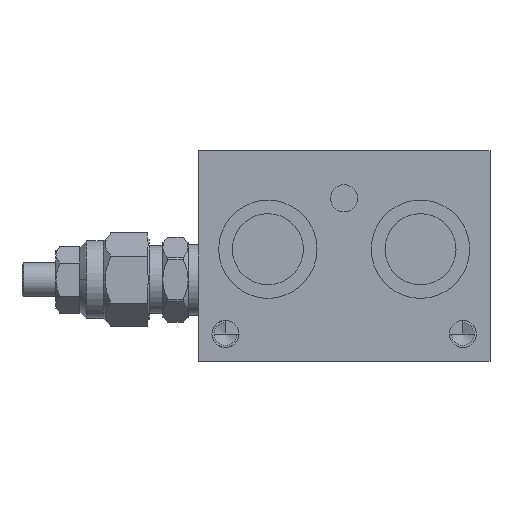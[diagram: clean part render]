
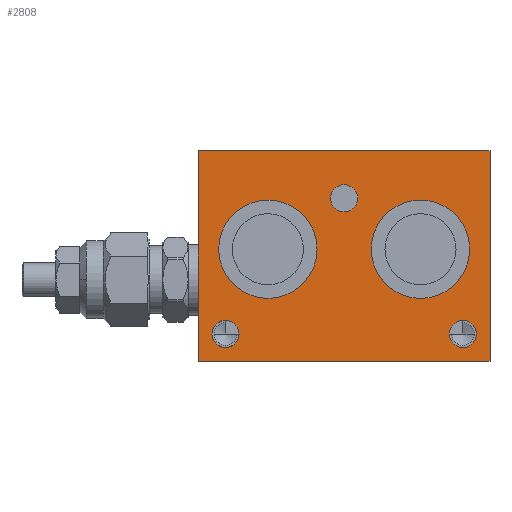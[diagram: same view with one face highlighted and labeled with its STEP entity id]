
A CAD part, front view. The second image highlights one B-rep face of the part: STEP entity #2808.
In plain terms, the highlighted planar face has unit normal (0, -1, 0).
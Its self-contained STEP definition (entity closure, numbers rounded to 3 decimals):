
#2326 = EDGE_CURVE( '', #2730, #3692, #6823, .T. );
#2628 = EDGE_CURVE( '', #3364, #6516, #7166, .T. );
#2730 = VERTEX_POINT( '', #7286 );
#2808 = ADVANCED_FACE( '', ( #7375, #7376, #7377, #7378, #7379, #7380 ), #7381, .F. );
#2872 = EDGE_CURVE( '', #3692, #2730, #7452, .T. );
#2918 = VERTEX_POINT( '', #7505 );
#2922 = EDGE_CURVE( '', #2918, #5008, #7510, .T. );
#3364 = VERTEX_POINT( '', #8046 );
#3494 = VERTEX_POINT( '', #8187 );
#3692 = VERTEX_POINT( '', #8407 );
#3718 = VERTEX_POINT( '', #8435 );
#3828 = EDGE_CURVE( '', #3718, #5224, #8557, .T. );
#3914 = VERTEX_POINT( '', #8658 );
#4554 = EDGE_CURVE( '', #3914, #5792, #9364, .T. );
#4796 = EDGE_CURVE( '', #5008, #2918, #9640, .T. );
#5008 = VERTEX_POINT( '', #9882 );
#5224 = VERTEX_POINT( '', #10131 );
#5346 = VERTEX_POINT( '', #10266 );
#5426 = VERTEX_POINT( '', #10355 );
#5446 = EDGE_CURVE( '', #5792, #3914, #10376, .T. );
#5448 = VERTEX_POINT( '', #10378 );
#5460 = EDGE_CURVE( '', #5448, #5426, #10390, .T. );
#5462 = EDGE_CURVE( '', #3494, #5346, #10392, .T. );
#5792 = VERTEX_POINT( '', #10767 );
#5840 = EDGE_CURVE( '', #5448, #3364, #10819, .T. );
#6082 = EDGE_CURVE( '', #6516, #5426, #11089, .T. );
#6296 = EDGE_CURVE( '', #5346, #3494, #11332, .T. );
#6516 = VERTEX_POINT( '', #11578 );
#6620 = EDGE_CURVE( '', #5224, #3718, #11693, .T. );
#6823 = CIRCLE( '', #11938, 4. );
#7166 = LINE( '', #12423, #12424 );
#7286 = CARTESIAN_POINT( '', ( 326., 0., 93. ) );
#7375 = FACE_BOUND( '', #12706, .T. );
#7376 = FACE_BOUND( '', #12707, .T. );
#7377 = FACE_BOUND( '', #12708, .T. );
#7378 = FACE_BOUND( '', #12709, .T. );
#7379 = FACE_BOUND( '', #12710, .T. );
#7380 = FACE_OUTER_BOUND( '', #12711, .T. );
#7381 = PLANE( '', #12712 );
#7452 = CIRCLE( '', #12811, 4. );
#7505 = CARTESIAN_POINT( '', ( 285., 0., 78. ) );
#7510 = CIRCLE( '', #12879, 14.5 );
#8046 = CARTESIAN_POINT( '', ( 365., 0., 107. ) );
#8187 = CARTESIAN_POINT( '', ( 330., 0., 78. ) );
#8407 = CARTESIAN_POINT( '', ( 318., 0., 93. ) );
#8435 = CARTESIAN_POINT( '', ( 353., 0., 53. ) );
#8557 = CIRCLE( '', #14407, 4. );
#8658 = CARTESIAN_POINT( '', ( 283., 0., 53. ) );
#9364 = CIRCLE( '', #15618, 4. );
#9640 = CIRCLE( '', #16011, 14.5 );
#9882 = CARTESIAN_POINT( '', ( 314., 0., 78. ) );
#10131 = CARTESIAN_POINT( '', ( 361., 0., 53. ) );
#10266 = CARTESIAN_POINT( '', ( 359., 0., 78. ) );
#10355 = CARTESIAN_POINT( '', ( 279., 0., 45. ) );
#10376 = CIRCLE( '', #17023, 4. );
#10378 = CARTESIAN_POINT( '', ( 279., 0., 107. ) );
#10390 = LINE( '', #17038, #17039 );
#10392 = CIRCLE( '', #17042, 14.5 );
#10767 = CARTESIAN_POINT( '', ( 291., 0., 53. ) );
#10819 = LINE( '', #17667, #17668 );
#11089 = LINE( '', #18038, #18039 );
#11332 = CIRCLE( '', #18374, 14.5 );
#11578 = CARTESIAN_POINT( '', ( 365., 0., 45. ) );
#11693 = CIRCLE( '', #18911, 4. );
#11938 = AXIS2_PLACEMENT_3D( '', #19177, #19178, #19179 );
#12423 = CARTESIAN_POINT( '', ( 365., 0., 76. ) );
#12424 = VECTOR( '', #19544, 1. );
#12706 = EDGE_LOOP( '', ( #19831, #19832 ) );
#12707 = EDGE_LOOP( '', ( #19833, #19834 ) );
#12708 = EDGE_LOOP( '', ( #19835, #19836 ) );
#12709 = EDGE_LOOP( '', ( #19837, #19838 ) );
#12710 = EDGE_LOOP( '', ( #19839, #19840 ) );
#12711 = EDGE_LOOP( '', ( #19841, #19842, #19843, #19844 ) );
#12712 = AXIS2_PLACEMENT_3D( '', #19845, #19846, #19847 );
#12811 = AXIS2_PLACEMENT_3D( '', #19925, #19926, #19927 );
#12879 = AXIS2_PLACEMENT_3D( '', #20010, #20011, #20012 );
#14407 = AXIS2_PLACEMENT_3D( '', #21212, #21213, #21214 );
#15618 = AXIS2_PLACEMENT_3D( '', #22185, #22186, #22187 );
#16011 = AXIS2_PLACEMENT_3D( '', #22501, #22502, #22503 );
#17023 = AXIS2_PLACEMENT_3D( '', #23429, #23430, #23431 );
#17038 = CARTESIAN_POINT( '', ( 279., 0., 76. ) );
#17039 = VECTOR( '', #23432, 1. );
#17042 = AXIS2_PLACEMENT_3D( '', #23433, #23434, #23435 );
#17667 = CARTESIAN_POINT( '', ( 322., 0., 107. ) );
#17668 = VECTOR( '', #23945, 1. );
#18038 = CARTESIAN_POINT( '', ( 322., 0., 45. ) );
#18039 = VECTOR( '', #24268, 1. );
#18374 = AXIS2_PLACEMENT_3D( '', #24566, #24567, #24568 );
#18911 = AXIS2_PLACEMENT_3D( '', #24994, #24995, #24996 );
#19177 = CARTESIAN_POINT( '', ( 322., 0., 93. ) );
#19178 = DIRECTION( '', ( 0., 1., 0. ) );
#19179 = DIRECTION( '', ( 1., 0., 0. ) );
#19544 = DIRECTION( '', ( 0., 0., -1. ) );
#19831 = ORIENTED_EDGE( '', *, *, #5446, .T. );
#19832 = ORIENTED_EDGE( '', *, *, #4554, .T. );
#19833 = ORIENTED_EDGE( '', *, *, #6296, .T. );
#19834 = ORIENTED_EDGE( '', *, *, #5462, .T. );
#19835 = ORIENTED_EDGE( '', *, *, #4796, .T. );
#19836 = ORIENTED_EDGE( '', *, *, #2922, .T. );
#19837 = ORIENTED_EDGE( '', *, *, #6620, .T. );
#19838 = ORIENTED_EDGE( '', *, *, #3828, .T. );
#19839 = ORIENTED_EDGE( '', *, *, #2326, .T. );
#19840 = ORIENTED_EDGE( '', *, *, #2872, .T. );
#19841 = ORIENTED_EDGE( '', *, *, #5460, .T. );
#19842 = ORIENTED_EDGE( '', *, *, #6082, .F. );
#19843 = ORIENTED_EDGE( '', *, *, #2628, .F. );
#19844 = ORIENTED_EDGE( '', *, *, #5840, .F. );
#19845 = CARTESIAN_POINT( '', ( 322., 0., 76. ) );
#19846 = DIRECTION( '', ( 0., 1., 0. ) );
#19847 = DIRECTION( '', ( 0., 0., 1. ) );
#19925 = CARTESIAN_POINT( '', ( 322., 0., 93. ) );
#19926 = DIRECTION( '', ( 0., 1., 0. ) );
#19927 = DIRECTION( '', ( 1., 0., 0. ) );
#20010 = CARTESIAN_POINT( '', ( 299.5, 0., 78. ) );
#20011 = DIRECTION( '', ( 0., 1., 0. ) );
#20012 = DIRECTION( '', ( 1., 0., 0. ) );
#21212 = CARTESIAN_POINT( '', ( 357., 0., 53. ) );
#21213 = DIRECTION( '', ( 0., 1., 0. ) );
#21214 = DIRECTION( '', ( 1., 0., 0. ) );
#22185 = CARTESIAN_POINT( '', ( 287., 0., 53. ) );
#22186 = DIRECTION( '', ( 0., 1., 0. ) );
#22187 = DIRECTION( '', ( 1., 0., 0. ) );
#22501 = CARTESIAN_POINT( '', ( 299.5, 0., 78. ) );
#22502 = DIRECTION( '', ( 0., 1., 0. ) );
#22503 = DIRECTION( '', ( 1., 0., 0. ) );
#23429 = CARTESIAN_POINT( '', ( 287., 0., 53. ) );
#23430 = DIRECTION( '', ( 0., 1., 0. ) );
#23431 = DIRECTION( '', ( 1., 0., 0. ) );
#23432 = DIRECTION( '', ( 0., 0., -1. ) );
#23433 = CARTESIAN_POINT( '', ( 344.5, 0., 78. ) );
#23434 = DIRECTION( '', ( 0., 1., 0. ) );
#23435 = DIRECTION( '', ( 1., 0., 0. ) );
#23945 = DIRECTION( '', ( 1., 0., 0. ) );
#24268 = DIRECTION( '', ( -1., 0., 0. ) );
#24566 = CARTESIAN_POINT( '', ( 344.5, 0., 78. ) );
#24567 = DIRECTION( '', ( 0., 1., 0. ) );
#24568 = DIRECTION( '', ( 1., 0., 0. ) );
#24994 = CARTESIAN_POINT( '', ( 357., 0., 53. ) );
#24995 = DIRECTION( '', ( 0., 1., 0. ) );
#24996 = DIRECTION( '', ( 1., 0., 0. ) );
